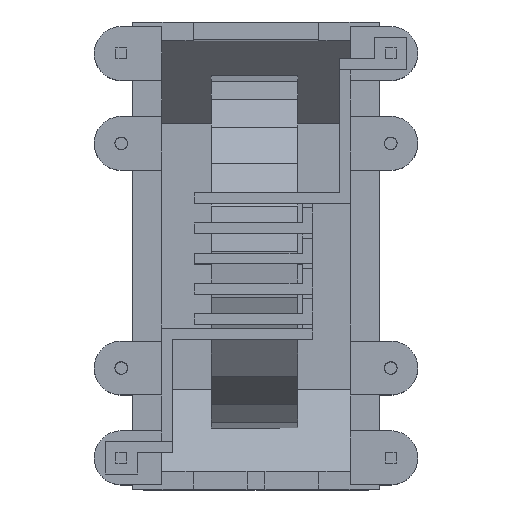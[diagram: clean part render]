
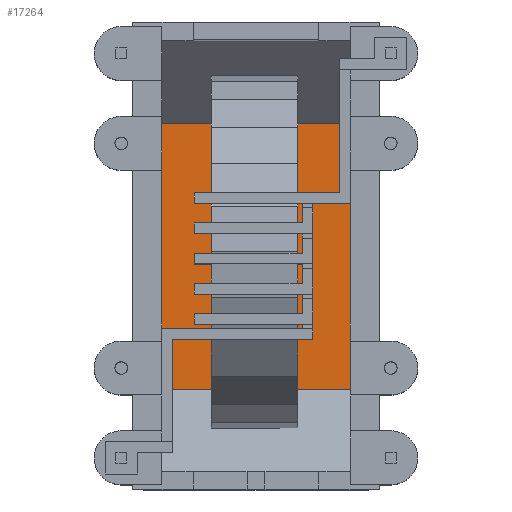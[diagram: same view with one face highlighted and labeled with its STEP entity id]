
A CAD part, top view. The second image highlights one B-rep face of the part: STEP entity #17264.
In plain terms, the highlighted planar face has unit normal (0, 0, 1).
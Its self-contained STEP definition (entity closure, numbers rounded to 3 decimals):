
#543 = PLANE('',#544);
#544 = AXIS2_PLACEMENT_3D('',#545,#546,#547);
#545 = CARTESIAN_POINT('',(11.5,-5.35,28.));
#546 = DIRECTION('',(-1.,0.,0.));
#547 = DIRECTION('',(0.,-1.,0.));
#13814 = PLANE('',#13815);
#13815 = AXIS2_PLACEMENT_3D('',#13816,#13817,#13818);
#13816 = CARTESIAN_POINT('',(1.,-3.55,24.316));
#13817 = DIRECTION('',(1.,0.,0.));
#13818 = DIRECTION('',(0.,0.,1.));
#17177 = PLANE('',#17178);
#17178 = AXIS2_PLACEMENT_3D('',#17179,#17180,#17181);
#17179 = CARTESIAN_POINT('',(11.5,19.4,5.6));
#17180 = DIRECTION('',(0.,-0.707,
    0.707));
#17181 = DIRECTION('',(0.,-0.707,-0.707));
#17194 = VERTEX_POINT('',#17195);
#17195 = CARTESIAN_POINT('',(1.,14.8,1.));
#17216 = EDGE_CURVE('',#17217,#17194,#17219,.T.);
#17217 = VERTEX_POINT('',#17218);
#17218 = CARTESIAN_POINT('',(11.5,14.8,1.));
#17219 = SURFACE_CURVE('',#17220,(#17224,#17231),.PCURVE_S1.);
#17220 = LINE('',#17221,#17222);
#17221 = CARTESIAN_POINT('',(11.5,14.8,1.));
#17222 = VECTOR('',#17223,1.);
#17223 = DIRECTION('',(-1.,0.,0.));
#17224 = PCURVE('',#17177,#17225);
#17225 = DEFINITIONAL_REPRESENTATION('',(#17226),#17230);
#17226 = LINE('',#17227,#17228);
#17227 = CARTESIAN_POINT('',(6.505,0.));
#17228 = VECTOR('',#17229,1.);
#17229 = DIRECTION('',(0.,-1.));
#17230 = ( GEOMETRIC_REPRESENTATION_CONTEXT(2) 
PARAMETRIC_REPRESENTATION_CONTEXT() REPRESENTATION_CONTEXT('2D SPACE',''
  ) );
#17231 = PCURVE('',#17232,#17237);
#17232 = PLANE('',#17233);
#17233 = AXIS2_PLACEMENT_3D('',#17234,#17235,#17236);
#17234 = CARTESIAN_POINT('',(1.,14.8,1.));
#17235 = DIRECTION('',(0.,0.,1.));
#17236 = DIRECTION('',(0.,1.,0.));
#17237 = DEFINITIONAL_REPRESENTATION('',(#17238),#17242);
#17238 = LINE('',#17239,#17240);
#17239 = CARTESIAN_POINT('',(0.,-10.5));
#17240 = VECTOR('',#17241,1.);
#17241 = DIRECTION('',(0.,1.));
#17242 = ( GEOMETRIC_REPRESENTATION_CONTEXT(2) 
PARAMETRIC_REPRESENTATION_CONTEXT() REPRESENTATION_CONTEXT('2D SPACE',''
  ) );
#17264 = ADVANCED_FACE('',(#17265),#17232,.T.);
#17265 = FACE_BOUND('',#17266,.T.);
#17266 = EDGE_LOOP('',(#17267,#17290,#17318,#17339));
#17267 = ORIENTED_EDGE('',*,*,#17268,.F.);
#17268 = EDGE_CURVE('',#17269,#17194,#17271,.T.);
#17269 = VERTEX_POINT('',#17270);
#17270 = CARTESIAN_POINT('',(1.,0.,1.));
#17271 = SURFACE_CURVE('',#17272,(#17276,#17283),.PCURVE_S1.);
#17272 = LINE('',#17273,#17274);
#17273 = CARTESIAN_POINT('',(1.,0.,1.));
#17274 = VECTOR('',#17275,1.);
#17275 = DIRECTION('',(0.,1.,0.));
#17276 = PCURVE('',#17232,#17277);
#17277 = DEFINITIONAL_REPRESENTATION('',(#17278),#17282);
#17278 = LINE('',#17279,#17280);
#17279 = CARTESIAN_POINT('',(-14.8,0.));
#17280 = VECTOR('',#17281,1.);
#17281 = DIRECTION('',(1.,0.));
#17282 = ( GEOMETRIC_REPRESENTATION_CONTEXT(2) 
PARAMETRIC_REPRESENTATION_CONTEXT() REPRESENTATION_CONTEXT('2D SPACE',''
  ) );
#17283 = PCURVE('',#13814,#17284);
#17284 = DEFINITIONAL_REPRESENTATION('',(#17285),#17289);
#17285 = LINE('',#17286,#17287);
#17286 = CARTESIAN_POINT('',(-23.316,-3.55));
#17287 = VECTOR('',#17288,1.);
#17288 = DIRECTION('',(0.,-1.));
#17289 = ( GEOMETRIC_REPRESENTATION_CONTEXT(2) 
PARAMETRIC_REPRESENTATION_CONTEXT() REPRESENTATION_CONTEXT('2D SPACE',''
  ) );
#17290 = ORIENTED_EDGE('',*,*,#17291,.F.);
#17291 = EDGE_CURVE('',#17292,#17269,#17294,.T.);
#17292 = VERTEX_POINT('',#17293);
#17293 = CARTESIAN_POINT('',(11.5,0.,1.));
#17294 = SURFACE_CURVE('',#17295,(#17299,#17306),.PCURVE_S1.);
#17295 = LINE('',#17296,#17297);
#17296 = CARTESIAN_POINT('',(11.5,0.,1.));
#17297 = VECTOR('',#17298,1.);
#17298 = DIRECTION('',(-1.,0.,0.));
#17299 = PCURVE('',#17232,#17300);
#17300 = DEFINITIONAL_REPRESENTATION('',(#17301),#17305);
#17301 = LINE('',#17302,#17303);
#17302 = CARTESIAN_POINT('',(-14.8,-10.5));
#17303 = VECTOR('',#17304,1.);
#17304 = DIRECTION('',(0.,1.));
#17305 = ( GEOMETRIC_REPRESENTATION_CONTEXT(2) 
PARAMETRIC_REPRESENTATION_CONTEXT() REPRESENTATION_CONTEXT('2D SPACE',''
  ) );
#17306 = PCURVE('',#17307,#17312);
#17307 = PLANE('',#17308);
#17308 = AXIS2_PLACEMENT_3D('',#17309,#17310,#17311);
#17309 = CARTESIAN_POINT('',(1.,-4.6,5.6));
#17310 = DIRECTION('',(0.,0.707,0.707
    ));
#17311 = DIRECTION('',(0.,-0.707,0.707));
#17312 = DEFINITIONAL_REPRESENTATION('',(#17313),#17317);
#17313 = LINE('',#17314,#17315);
#17314 = CARTESIAN_POINT('',(-6.505,10.5));
#17315 = VECTOR('',#17316,1.);
#17316 = DIRECTION('',(0.,-1.));
#17317 = ( GEOMETRIC_REPRESENTATION_CONTEXT(2) 
PARAMETRIC_REPRESENTATION_CONTEXT() REPRESENTATION_CONTEXT('2D SPACE',''
  ) );
#17318 = ORIENTED_EDGE('',*,*,#17319,.T.);
#17319 = EDGE_CURVE('',#17292,#17217,#17320,.T.);
#17320 = SURFACE_CURVE('',#17321,(#17325,#17332),.PCURVE_S1.);
#17321 = LINE('',#17322,#17323);
#17322 = CARTESIAN_POINT('',(11.5,0.,1.));
#17323 = VECTOR('',#17324,1.);
#17324 = DIRECTION('',(0.,1.,0.));
#17325 = PCURVE('',#17232,#17326);
#17326 = DEFINITIONAL_REPRESENTATION('',(#17327),#17331);
#17327 = LINE('',#17328,#17329);
#17328 = CARTESIAN_POINT('',(-14.8,-10.5));
#17329 = VECTOR('',#17330,1.);
#17330 = DIRECTION('',(1.,0.));
#17331 = ( GEOMETRIC_REPRESENTATION_CONTEXT(2) 
PARAMETRIC_REPRESENTATION_CONTEXT() REPRESENTATION_CONTEXT('2D SPACE',''
  ) );
#17332 = PCURVE('',#543,#17333);
#17333 = DEFINITIONAL_REPRESENTATION('',(#17334),#17338);
#17334 = LINE('',#17335,#17336);
#17335 = CARTESIAN_POINT('',(-5.35,-27.));
#17336 = VECTOR('',#17337,1.);
#17337 = DIRECTION('',(-1.,0.));
#17338 = ( GEOMETRIC_REPRESENTATION_CONTEXT(2) 
PARAMETRIC_REPRESENTATION_CONTEXT() REPRESENTATION_CONTEXT('2D SPACE',''
  ) );
#17339 = ORIENTED_EDGE('',*,*,#17216,.T.);
